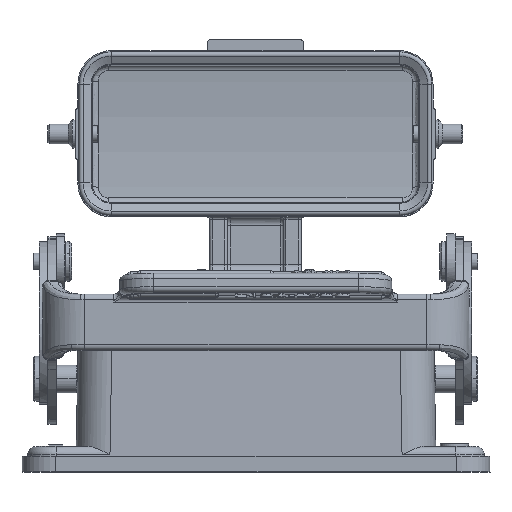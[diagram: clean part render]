
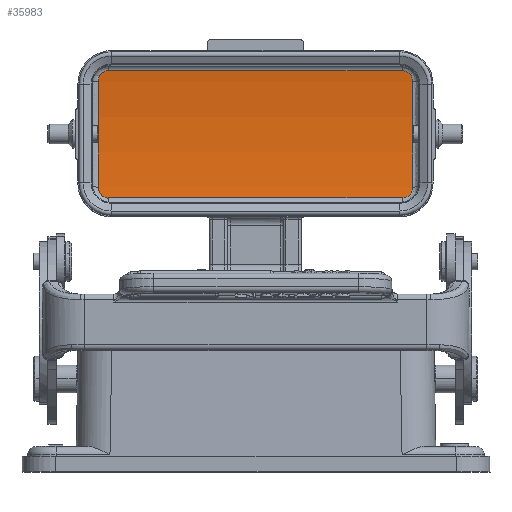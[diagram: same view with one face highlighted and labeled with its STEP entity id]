
A CAD part, top view. The second image highlights one B-rep face of the part: STEP entity #35983.
In plain terms, the highlighted cylindrical face has radius 88.751 mm (diameter 177.502 mm), a partial arc.
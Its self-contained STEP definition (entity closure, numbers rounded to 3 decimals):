
#7115=CARTESIAN_POINT('',(66.401,70.265,-49.638));
#7116=CARTESIAN_POINT('',(66.497,70.275,-49.637));
#7117=CARTESIAN_POINT('',(66.712,70.259,-49.639));
#7118=CARTESIAN_POINT('',(67.177,70.113,-49.657));
#7119=CARTESIAN_POINT('',(67.573,69.884,-49.684));
#7120=CARTESIAN_POINT('',(67.873,69.591,-49.717));
#7121=CARTESIAN_POINT('',(68.137,69.182,-49.762));
#7122=CARTESIAN_POINT('',(68.292,68.722,-49.81));
#7123=CARTESIAN_POINT('',(68.317,68.461,-49.837));
#7124=CARTESIAN_POINT('',(68.31,68.335,-49.849));
#7126=CARTESIAN_POINT('',(68.31,49.608,-49.699));
#7127=CARTESIAN_POINT('',(68.314,49.467,-49.683));
#7128=CARTESIAN_POINT('',(68.283,49.183,-49.65));
#7129=CARTESIAN_POINT('',(68.123,48.728,-49.594));
#7130=CARTESIAN_POINT('',(67.843,48.32,-49.543));
#7131=CARTESIAN_POINT('',(67.538,48.035,-49.505));
#7132=CARTESIAN_POINT('',(67.141,47.821,-49.477));
#7133=CARTESIAN_POINT('',(66.689,47.683,-49.458));
#7134=CARTESIAN_POINT('',(66.488,47.671,-49.456));
#7135=CARTESIAN_POINT('',(66.401,47.682,-49.458));
#7137=CARTESIAN_POINT('',(14.401,70.265,-49.638));
#7138=CARTESIAN_POINT('',(14.29,70.278,-49.637));
#7139=CARTESIAN_POINT('',(14.045,70.257,-49.639));
#7140=CARTESIAN_POINT('',(13.453,70.039,-49.665));
#7141=CARTESIAN_POINT('',(13.086,69.765,-49.697));
#7142=CARTESIAN_POINT('',(12.727,69.325,-49.747));
#7143=CARTESIAN_POINT('',(12.525,68.805,-49.802));
#7144=CARTESIAN_POINT('',(12.486,68.491,-49.834));
#7145=CARTESIAN_POINT('',(12.491,68.335,-49.849));
#7157=CARTESIAN_POINT('',(12.491,59.678,38.479));
#7158=DIRECTION('',(-1.,0.,0.));
#7159=DIRECTION('',(0.,0.098,-0.995));
#7160=AXIS2_PLACEMENT_3D('',#7157,#7158,#7159);
#7171=CARTESIAN_POINT('',(12.491,49.608,-49.699));
#7172=CARTESIAN_POINT('',(12.482,49.493,-49.686));
#7173=CARTESIAN_POINT('',(12.503,49.247,-49.657));
#7174=CARTESIAN_POINT('',(12.666,48.757,-49.598));
#7175=CARTESIAN_POINT('',(12.93,48.351,-49.546));
#7176=CARTESIAN_POINT('',(13.239,48.056,-49.508));
#7177=CARTESIAN_POINT('',(13.639,47.826,-49.477));
#7178=CARTESIAN_POINT('',(14.116,47.682,-49.458));
#7179=CARTESIAN_POINT('',(14.316,47.67,-49.456));
#7180=CARTESIAN_POINT('',(14.401,47.682,-49.458));
#7191=DIRECTION('',(1.,0.,0.));
#7192=VECTOR('',#7191,52.);
#7193=CARTESIAN_POINT('',(14.401,47.682,-49.458));
#7194=LINE('',#7193,#7192);
#7215=CARTESIAN_POINT('',(68.31,59.678,38.479));
#7216=DIRECTION('',(1.,0.,0.));
#7217=DIRECTION('',(0.,-0.113,-0.994));
#7218=AXIS2_PLACEMENT_3D('',#7215,#7216,#7217);
#7268=DIRECTION('',(-1.,0.,0.));
#7269=VECTOR('',#7268,52.);
#7270=CARTESIAN_POINT('',(66.401,70.265,-49.638));
#7271=LINE('',#7270,#7269);
#23305=VERTEX_POINT('',#7115);
#23306=VERTEX_POINT('',#7124);
#23307=VERTEX_POINT('',#7137);
#23308=VERTEX_POINT('',#7145);
#23309=CARTESIAN_POINT('',(68.31,49.608,
-49.699));
#23310=VERTEX_POINT('',#23309);
#23311=VERTEX_POINT('',#7135);
#23312=CARTESIAN_POINT('',(14.401,47.682,
-49.458));
#23313=VERTEX_POINT('',#23312);
#23314=VERTEX_POINT('',#7171);
#35961=CARTESIAN_POINT('',(69.428,59.678,38.479));
#35962=DIRECTION('',(-1.,0.,0.));
#35963=DIRECTION('',(0.,1.,-0.008));
#35964=AXIS2_PLACEMENT_3D('',#35961,#35962,#35963);
#35965=CYLINDRICAL_SURFACE('',#35964,88.751);
#35967=ORIENTED_EDGE('',*,*,#35966,.F.);
#35969=ORIENTED_EDGE('',*,*,#35968,.F.);
#35970=ORIENTED_EDGE('',*,*,#35951,.T.);
#35972=ORIENTED_EDGE('',*,*,#35971,.F.);
#35974=ORIENTED_EDGE('',*,*,#35973,.T.);
#35976=ORIENTED_EDGE('',*,*,#35975,.F.);
#35978=ORIENTED_EDGE('',*,*,#35977,.F.);
#35980=ORIENTED_EDGE('',*,*,#35979,.F.);
#35981=EDGE_LOOP('',(#35967,#35969,#35970,#35972,#35974,#35976,#35978,#35980));
#35982=FACE_OUTER_BOUND('',#35981,.F.);
#35983=ADVANCED_FACE('',(#35982),#35965,.F.);
#7125=B_SPLINE_CURVE_WITH_KNOTS('',3,(#7115,#7116,#7117,#7118,#7119,#7120,#7121,
#7122,#7123,#7124),.UNSPECIFIED.,.F.,.F.,(4,1,1,1,1,1,1,4),(0.,
0.143,0.286,0.429,0.571,
0.714,0.857,1.),.UNSPECIFIED.);
#7136=B_SPLINE_CURVE_WITH_KNOTS('',3,(#7126,#7127,#7128,#7129,#7130,#7131,#7132,
#7133,#7134,#7135),.UNSPECIFIED.,.F.,.F.,(4,1,1,1,1,1,1,4),(0.,
0.143,0.286,0.429,0.571,
0.714,0.857,1.),.UNSPECIFIED.);
#7146=B_SPLINE_CURVE_WITH_KNOTS('',3,(#7137,#7138,#7139,#7140,#7141,#7142,#7143,
#7144,#7145),.UNSPECIFIED.,.F.,.F.,(4,1,1,1,1,1,4),(0.,0.167,
0.333,0.5,0.667,0.833,1.),
.UNSPECIFIED.);
#7161=CIRCLE('',#7160,88.751);
#7181=B_SPLINE_CURVE_WITH_KNOTS('',3,(#7171,#7172,#7173,#7174,#7175,#7176,#7177,
#7178,#7179,#7180),.UNSPECIFIED.,.F.,.F.,(4,1,1,1,1,1,1,4),(0.,
0.143,0.286,0.429,0.571,
0.714,0.857,1.),.UNSPECIFIED.);
#7219=CIRCLE('',#7218,88.751);
#35951=EDGE_CURVE('',#23305,#23306,#7125,.T.);
#35966=EDGE_CURVE('',#23307,#23308,#7146,.T.);
#35968=EDGE_CURVE('',#23305,#23307,#7271,.T.);
#35971=EDGE_CURVE('',#23310,#23306,#7219,.T.);
#35973=EDGE_CURVE('',#23310,#23311,#7136,.T.);
#35975=EDGE_CURVE('',#23313,#23311,#7194,.T.);
#35977=EDGE_CURVE('',#23314,#23313,#7181,.T.);
#35979=EDGE_CURVE('',#23308,#23314,#7161,.T.);
